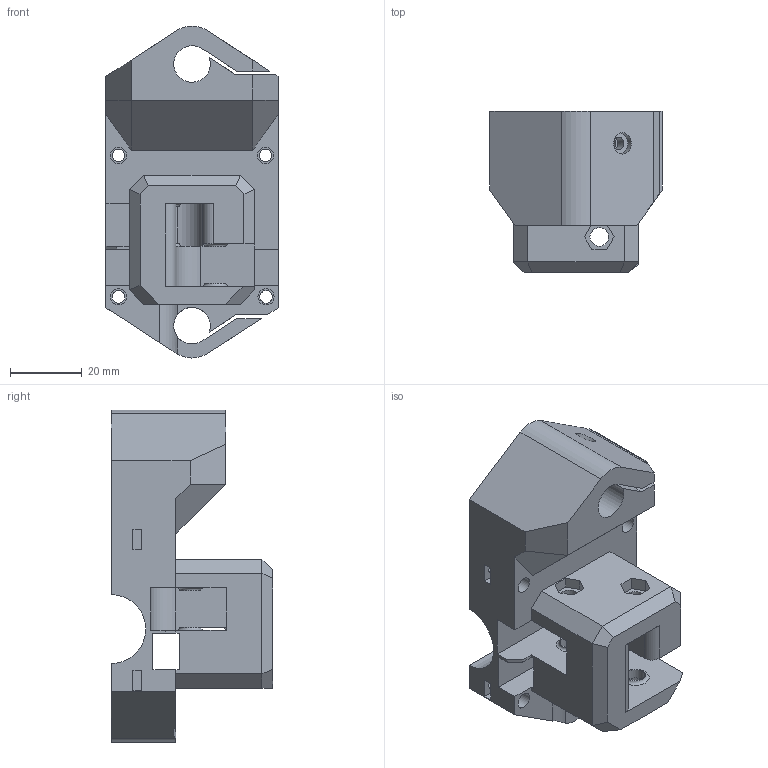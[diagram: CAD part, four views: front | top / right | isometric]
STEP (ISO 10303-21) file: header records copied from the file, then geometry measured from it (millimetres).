
FILE_DESCRIPTION(/* description */ (''),/* implementation_level */ '2;1');
FILE_NAME(/* name */ 'Chariot Y Right poulie bore 5mm.step',/* time_stamp */ '2021-02-20T22:57:22+01:00',/* author */ (''),/* organization */ (''),/* preprocessor_version */ 'ST-DEVELOPER v18.1',/* originating_system */ 'Autodesk Translation Framework v9.7.0.1280',/* authorisation */ '');
FILE_SCHEMA (('AUTOMOTIVE_DESIGN { 1 0 10303 214 3 1 1 }'));
Length unit declared in the file: millimetre
Products named in the file (1): Chariot Y Right poulie bore 5mm
Bounding box: 48 x 45 x 92.6 mm (x, y, z)
Volume: 83980.8 mm3; surface area: 25770.6 mm2
Topology: 1 solids, 1 shells, 157 faces, 410 edges, 271 vertices
Faces by surface type: plane 118, cylinder 35, torus 4
Full cylindrical faces by diameter (mm): 3.5 x14, 4.5 x4, 5.2 x4, 6 x2, 9.2 x1, 9.4 x1
Entity records: 4921 total; most frequent: CARTESIAN_POINT 858, ORIENTED_EDGE 820, DIRECTION 810, EDGE_CURVE 410, LINE 322, VECTOR 322, VERTEX_POINT 271, AXIS2_PLACEMENT_3D 244
